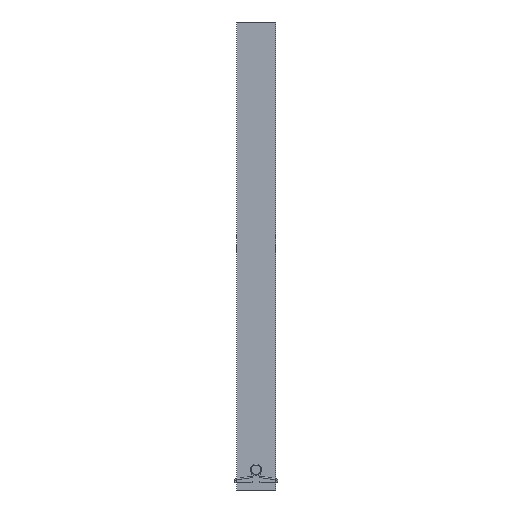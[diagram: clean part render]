
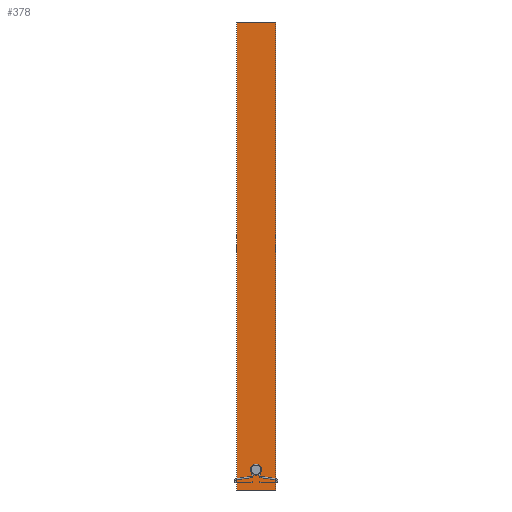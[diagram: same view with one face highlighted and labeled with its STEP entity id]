
A CAD part, left-side view. The second image highlights one B-rep face of the part: STEP entity #378.
In plain terms, the highlighted planar face has unit normal (-1, 0, 0).
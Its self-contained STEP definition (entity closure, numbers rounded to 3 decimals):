
#33 = CARTESIAN_POINT ( 'NONE',  ( -0.5, 12.5, 300. ) ) ;
#40 = CARTESIAN_POINT ( 'NONE',  ( -0.5, 12.5, 300. ) ) ;
#47 = DIRECTION ( 'NONE',  ( 1., 0., 0. ) ) ;
#59 = CARTESIAN_POINT ( 'NONE',  ( -0.5, -2., 13. ) ) ;
#252 = CARTESIAN_POINT ( 'NONE',  ( -0.5, 0., 13. ) ) ;
#262 = DIRECTION ( 'NONE',  ( -1., 0., 0. ) ) ;
#273 = DIRECTION ( 'NONE',  ( 0., 1., 0. ) ) ;
#369 = DIRECTION ( 'NONE',  ( 0., 0., -1. ) ) ;
#378 = ADVANCED_FACE ( 'NONE', ( #786, #1927 ), #979, .F. ) ;
#432 = ORIENTED_EDGE ( 'NONE', *, *, #2400, .F. ) ;
#733 = LINE ( 'NONE', #40, #2320 ) ;
#769 = EDGE_CURVE ( 'NONE', #2427, #1144, #2815, .T. ) ;
#786 = FACE_BOUND ( 'NONE', #1426, .T. ) ;
#815 = AXIS2_PLACEMENT_3D ( 'NONE', #2988, #1487, #2461 ) ;
#837 = LINE ( 'NONE', #1081, #3072 ) ;
#979 = PLANE ( 'NONE',  #2973 ) ;
#996 = CARTESIAN_POINT ( 'NONE',  ( -0.5, 12.5, 300. ) ) ;
#1014 = VERTEX_POINT ( 'NONE', #33 ) ;
#1081 = CARTESIAN_POINT ( 'NONE',  ( -0.5, -12.5, 300. ) ) ;
#1144 = VERTEX_POINT ( 'NONE', #2579 ) ;
#1181 = DIRECTION ( 'NONE',  ( 0., 0., -1. ) ) ;
#1198 = AXIS2_PLACEMENT_3D ( 'NONE', #252, #262, #273 ) ;
#1298 = CIRCLE ( 'NONE', #1198, 2. ) ;
#1302 = VECTOR ( 'NONE', #1906, 1000. ) ;
#1426 = EDGE_LOOP ( 'NONE', ( #1577, #1459 ) ) ;
#1440 = DIRECTION ( 'NONE',  ( 0., -1., 0. ) ) ;
#1446 = EDGE_CURVE ( 'NONE', #1649, #1144, #837, .T. ) ;
#1459 = ORIENTED_EDGE ( 'NONE', *, *, #2583, .F. ) ;
#1487 = DIRECTION ( 'NONE',  ( -1., 0., 0. ) ) ;
#1577 = ORIENTED_EDGE ( 'NONE', *, *, #1880, .F. ) ;
#1649 = VERTEX_POINT ( 'NONE', #2313 ) ;
#1880 = EDGE_CURVE ( 'NONE', #2986, #2111, #1298, .T. ) ;
#1903 = ORIENTED_EDGE ( 'NONE', *, *, #769, .T. ) ;
#1906 = DIRECTION ( 'NONE',  ( 0., -1., 0. ) ) ;
#1927 = FACE_OUTER_BOUND ( 'NONE', #2358, .T. ) ;
#1940 = DIRECTION ( 'NONE',  ( 0., 1., 0. ) ) ;
#1969 = EDGE_CURVE ( 'NONE', #1014, #2427, #733, .T. ) ;
#2041 = ORIENTED_EDGE ( 'NONE', *, *, #1446, .F. ) ;
#2049 = ORIENTED_EDGE ( 'NONE', *, *, #1969, .T. ) ;
#2050 = CARTESIAN_POINT ( 'NONE',  ( -0.5, 2., 13. ) ) ;
#2111 = VERTEX_POINT ( 'NONE', #2050 ) ;
#2313 = CARTESIAN_POINT ( 'NONE',  ( -0.5, -12.5, 300. ) ) ;
#2320 = VECTOR ( 'NONE', #1181, 1000. ) ;
#2358 = EDGE_LOOP ( 'NONE', ( #1903, #2041, #432, #2049 ) ) ;
#2400 = EDGE_CURVE ( 'NONE', #1014, #1649, #3114, .T. ) ;
#2427 = VERTEX_POINT ( 'NONE', #2875 ) ;
#2461 = DIRECTION ( 'NONE',  ( 0., 1., 0. ) ) ;
#2520 = CIRCLE ( 'NONE', #815, 2. ) ;
#2579 = CARTESIAN_POINT ( 'NONE',  ( -0.5, -12.5, 0. ) ) ;
#2583 = EDGE_CURVE ( 'NONE', #2111, #2986, #2520, .T. ) ;
#2615 = VECTOR ( 'NONE', #1440, 1000. ) ;
#2652 = CARTESIAN_POINT ( 'NONE',  ( -0.5, 12.5, 0. ) ) ;
#2815 = LINE ( 'NONE', #2652, #2615 ) ;
#2858 = CARTESIAN_POINT ( 'NONE',  ( -0.5, 12.5, 300. ) ) ;
#2875 = CARTESIAN_POINT ( 'NONE',  ( -0.5, 12.5, 0. ) ) ;
#2973 = AXIS2_PLACEMENT_3D ( 'NONE', #996, #47, #1940 ) ;
#2986 = VERTEX_POINT ( 'NONE', #59 ) ;
#2988 = CARTESIAN_POINT ( 'NONE',  ( -0.5, 0., 13. ) ) ;
#3072 = VECTOR ( 'NONE', #369, 1000. ) ;
#3114 = LINE ( 'NONE', #2858, #1302 ) ;
